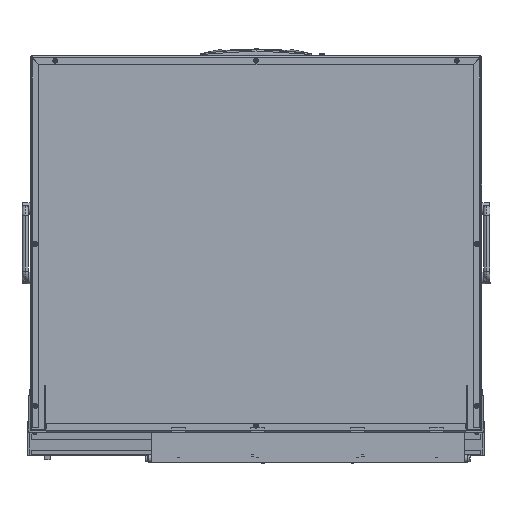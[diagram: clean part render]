
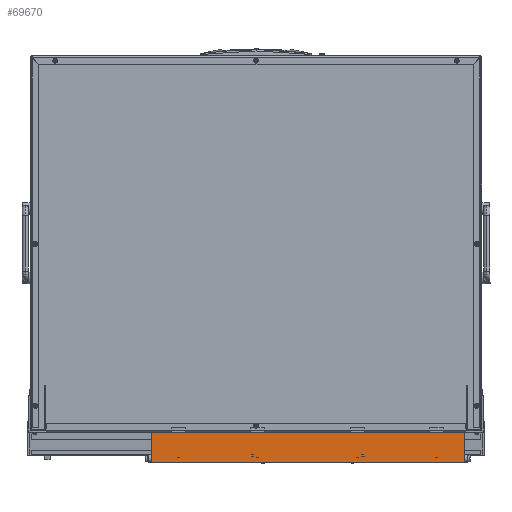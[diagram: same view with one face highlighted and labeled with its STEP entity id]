
A CAD part, front view. The second image highlights one B-rep face of the part: STEP entity #69670.
In plain terms, the highlighted planar face has unit normal (0, -1, 0).
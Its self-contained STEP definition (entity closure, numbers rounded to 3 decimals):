
#1461 = VERTEX_POINT ( 'NONE', #35868 ) ;
#15715 = CARTESIAN_POINT ( 'NONE',  ( 36.579, 0., -18.964 ) ) ;
#17439 = VECTOR ( 'NONE', #49424, 1000. ) ;
#21371 = ORIENTED_EDGE ( 'NONE', *, *, #28866, .T. ) ;
#21888 = VERTEX_POINT ( 'NONE', #76421 ) ;
#23212 = EDGE_CURVE ( 'NONE', #1461, #33335, #37482, .T. ) ;
#26886 = CARTESIAN_POINT ( 'NONE',  ( 44.443, 0., 431.563 ) ) ;
#28463 = ORIENTED_EDGE ( 'NONE', *, *, #79249, .T. ) ;
#28866 = EDGE_CURVE ( 'NONE', #33335, #103395, #62836, .T. ) ;
#33335 = VERTEX_POINT ( 'NONE', #15715 ) ;
#34009 = EDGE_LOOP ( 'NONE', ( #74835, #21371, #28463, #49147 ) ) ;
#35868 = CARTESIAN_POINT ( 'NONE',  ( -7.864, 0., -18.188 ) ) ;
#36350 = CARTESIAN_POINT ( 'NONE',  ( -0.004, 0., 432.085 ) ) ;
#36946 = DIRECTION ( 'NONE',  ( 0.017, 0., 1. ) ) ;
#37482 = LINE ( 'NONE', #94651, #62940 ) ;
#41597 = VECTOR ( 'NONE', #36946, 1000. ) ;
#49147 = ORIENTED_EDGE ( 'NONE', *, *, #84292, .F. ) ;
#49424 = DIRECTION ( 'NONE',  ( -1., 0., 0.017 ) ) ;
#51620 = FACE_OUTER_BOUND ( 'NONE', #34009, .T. ) ;
#54718 = CARTESIAN_POINT ( 'NONE',  ( 44.439, 0., 431.309 ) ) ;
#59181 = DIRECTION ( 'NONE',  ( 0., 1., 0. ) ) ;
#60273 = PLANE ( 'NONE',  #81746 ) ;
#62836 = LINE ( 'NONE', #102209, #41597 ) ;
#62940 = VECTOR ( 'NONE', #103813, 1000. ) ;
#65638 = LINE ( 'NONE', #36350, #17439 ) ;
#69670 = ADVANCED_FACE ( 'NONE', ( #51620 ), #60273, .F. ) ;
#70963 = CARTESIAN_POINT ( 'NONE',  ( -0.084, 0., 427.514 ) ) ;
#71483 = DIRECTION ( 'NONE',  ( 0.017, 0., 1. ) ) ;
#72555 = LINE ( 'NONE', #70963, #79052 ) ;
#74835 = ORIENTED_EDGE ( 'NONE', *, *, #23212, .T. ) ;
#76421 = CARTESIAN_POINT ( 'NONE',  ( -0.004, 0., 432.085 ) ) ;
#79052 = VECTOR ( 'NONE', #71483, 1000. ) ;
#79249 = EDGE_CURVE ( 'NONE', #103395, #21888, #65638, .T. ) ;
#81746 = AXIS2_PLACEMENT_3D ( 'NONE', #26886, #59181, #92097 ) ;
#84292 = EDGE_CURVE ( 'NONE', #1461, #21888, #72555, .T. ) ;
#92097 = DIRECTION ( 'NONE',  ( 0., 0., 1. ) ) ;
#94651 = CARTESIAN_POINT ( 'NONE',  ( -7.864, 0., -18.188 ) ) ;
#102209 = CARTESIAN_POINT ( 'NONE',  ( 44.443, 0., 431.563 ) ) ;
#103395 = VERTEX_POINT ( 'NONE', #54718 ) ;
#103813 = DIRECTION ( 'NONE',  ( 1., 0., -0.017 ) ) ;
